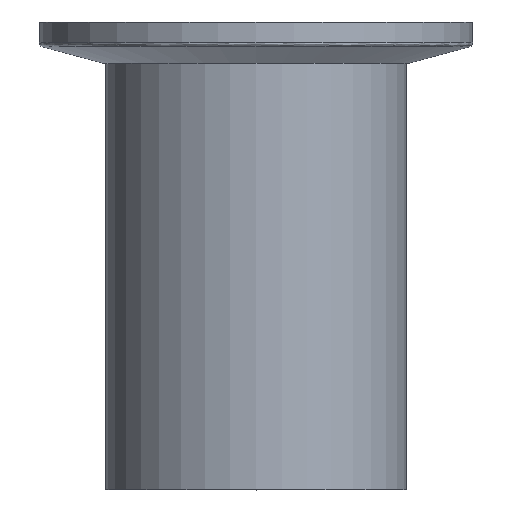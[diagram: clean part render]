
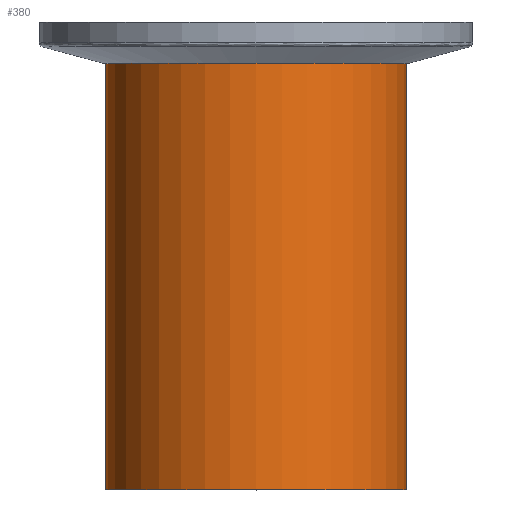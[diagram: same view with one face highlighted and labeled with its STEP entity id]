
A CAD part, top view. The second image highlights one B-rep face of the part: STEP entity #380.
In plain terms, the highlighted cylindrical face has radius 19.05 mm (diameter 38.1 mm), a full revolution.
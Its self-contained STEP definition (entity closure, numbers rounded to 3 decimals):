
#30 = FACE_OUTER_BOUND ( 'NONE', #391, .T. ) ;
#52 = CARTESIAN_POINT ( 'NONE',  ( 19.05, 0., 55.42 ) ) ;
#96 = CARTESIAN_POINT ( 'NONE',  ( 0., 0., 55.42 ) ) ;
#101 = FACE_OUTER_BOUND ( 'NONE', #267, .T. ) ;
#112 = CIRCLE ( 'NONE', #521, 19.05 ) ;
#120 = ORIENTED_EDGE ( 'NONE', *, *, #433, .T. ) ;
#126 = VERTEX_POINT ( 'NONE', #52 ) ;
#249 = VERTEX_POINT ( 'NONE', #283 ) ;
#254 = AXIS2_PLACEMENT_3D ( 'NONE', #96, #360, #256 ) ;
#256 = DIRECTION ( 'NONE',  ( 1., 0., 0. ) ) ;
#267 = EDGE_LOOP ( 'NONE', ( #120 ) ) ;
#273 = DIRECTION ( 'NONE',  ( 0., 0., 1. ) ) ;
#282 = ORIENTED_EDGE ( 'NONE', *, *, #307, .T. ) ;
#283 = CARTESIAN_POINT ( 'NONE',  ( 19.05, 0., 0. ) ) ;
#307 = EDGE_CURVE ( 'NONE', #249, #249, #112, .T. ) ;
#325 = DIRECTION ( 'NONE',  ( 1., 0., 0. ) ) ;
#360 = DIRECTION ( 'NONE',  ( 0., 0., -1. ) ) ;
#365 = DIRECTION ( 'NONE',  ( 1., 0., 0. ) ) ;
#373 = DIRECTION ( 'NONE',  ( 0., 0., 1. ) ) ;
#374 = CARTESIAN_POINT ( 'NONE',  ( 0., 0., 0. ) ) ;
#380 = ADVANCED_FACE ( 'NONE', ( #30, #101 ), #394, .T. ) ;
#391 = EDGE_LOOP ( 'NONE', ( #282 ) ) ;
#394 = CYLINDRICAL_SURFACE ( 'NONE', #420, 19.05 ) ;
#415 = CIRCLE ( 'NONE', #254, 19.05 ) ;
#420 = AXIS2_PLACEMENT_3D ( 'NONE', #491, #273, #325 ) ;
#433 = EDGE_CURVE ( 'NONE', #126, #126, #415, .T. ) ;
#491 = CARTESIAN_POINT ( 'NONE',  ( 0., 0., 0. ) ) ;
#521 = AXIS2_PLACEMENT_3D ( 'NONE', #374, #373, #365 ) ;
